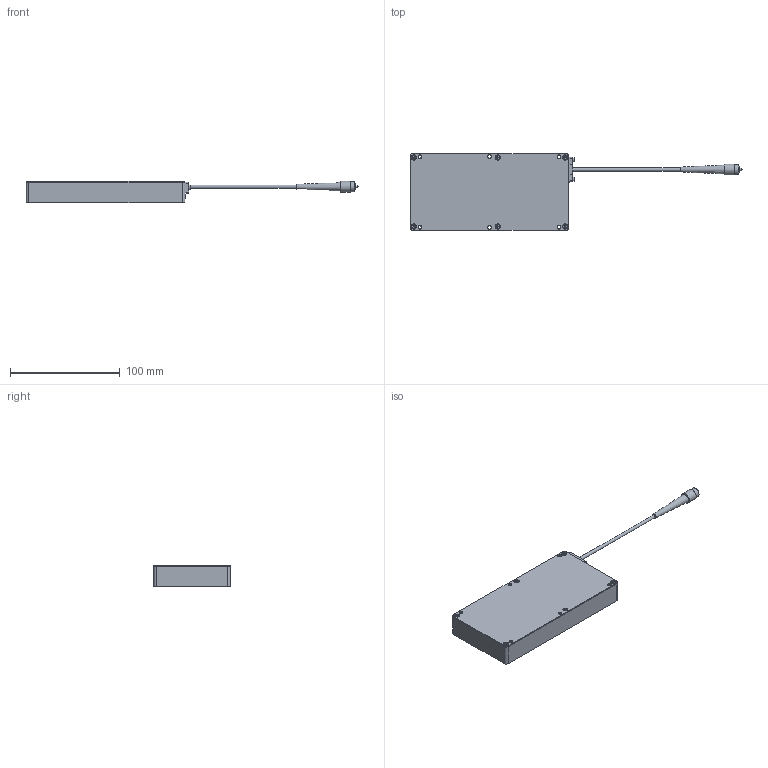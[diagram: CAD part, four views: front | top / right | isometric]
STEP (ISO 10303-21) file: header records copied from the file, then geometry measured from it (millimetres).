
FILE_DESCRIPTION(/* description */ ('Light Guide Ø2,8 x 3,2'),/* implementation_level */ '2;1');
FILE_NAME(/* name */ 'M0169-9000-00 CAD shell.stp',/* time_stamp */ '2015-12-09T11:56:17+01:00',/* author */ ('CNP'),/* organization */ (''),/* preprocessor_version */ 'ST-DEVELOPER v16.1',/* originating_system */ 'Autodesk Inventor 2016',/* authorisation */ '');
FILE_SCHEMA (('AUTOMOTIVE_DESIGN { 1 0 10303 214 3 1 1 }'));
Products named in the file (15): Light Guide - Bivar no. PLP2-125i; Connector - Male 16 pin right - 164-2024; Connector - Molex 70553-0106; M0169 - PCB mainboard; LED Kingbright no.  KPBA-3010ESGC-F01; M0169 - PCB mainboard_1; M0169-0001-00; M0169-0003-00; ISO 7046H - M2 x 5; ISO 4762 - M2 x 4; M0136-0215-00; M0136-0216-00; Fiber Connector; Fiber protective tube Ø3,0; M0169-9000-00
Assembly tree (27 placements, depth 3):
  M0169-9000-00
    Light Guide - Bivar no. PLP2-125i  x4
    M0169 - PCB mainboard_1
      Connector - Male 16 pin right - 164-2024
      Connector - Molex 70553-0106
      M0169 - PCB mainboard
      LED Kingbright no.  KPBA-3010ESGC-F01  x4
    M0169-0001-00
    M0169-0003-00
    ISO 7046H - M2 x 5  x6
    ISO 4762 - M2 x 4  x3
    M0136-0215-00
    M0136-0216-00
    Fiber Connector
    Fiber protective tube Ø3,0
Bounding box: 303 x 70 x 20 mm (x, y, z)
Volume: 206727.3 mm3; surface area: 59772 mm2
Topology: 30 solids, 30 shells, 880 faces, 2146 edges, 1375 vertices
Faces by surface type: plane 600, cylinder 184, cone 73, torus 14, sphere 8, bspline 1
Full cylindrical faces by diameter (mm): 1.567 x8, 2 x16, 2.2 x1, 2.3 x2, 2.5 x2, 2.845 x4, 3 x6, 3.2 x12, 3.3 x6, 3.302 x4, 3.8 x9, 4.5 x1, 6 x1, 9 x1, 9.8 x1
Entity records: 20198 total; most frequent: CARTESIAN_POINT 3468, DIRECTION 3311, ORIENTED_EDGE 3146, EDGE_CURVE 1573, LINE 1207, VECTOR 1207, VERTEX_POINT 1065, AXIS2_PLACEMENT_3D 1052
